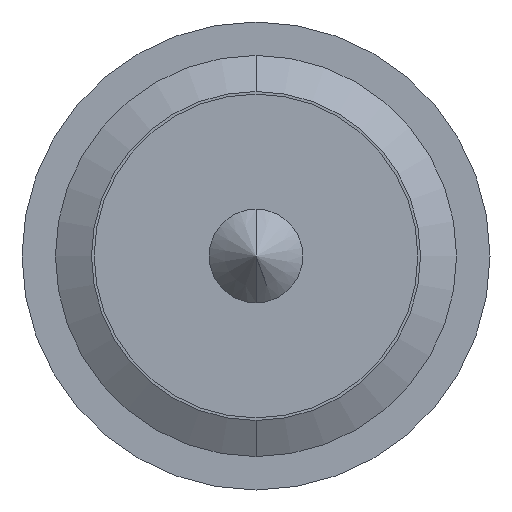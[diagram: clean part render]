
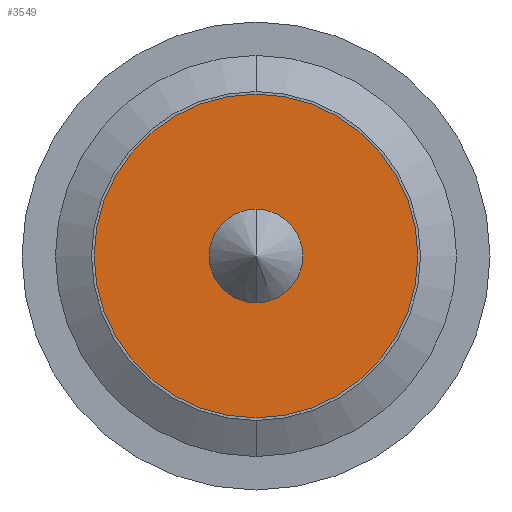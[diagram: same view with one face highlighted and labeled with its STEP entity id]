
A CAD part, front view. The second image highlights one B-rep face of the part: STEP entity #3549.
In plain terms, the highlighted planar face has unit normal (0, -1, 0).
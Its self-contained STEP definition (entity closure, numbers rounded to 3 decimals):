
#124 = EDGE_CURVE ( 'Defeature ausgef�hrt2_28+Defeature ausgef�hrt2_29+Defeature ausgef�hrt2_29+Defeature ausgef�hrt2_29', #2023, #1063, #721, .T. ) ;
#376 = DIRECTION ( 'NONE',  ( 0., 0., 1. ) ) ;
#710 = VERTEX_POINT ( 'NONE', #2425 ) ;
#721 = CIRCLE ( 'NONE', #874, 1.21 ) ;
#792 = EDGE_LOOP ( 'NONE', ( #2987, #2267 ) ) ;
#815 = EDGE_CURVE ( 'Defeature ausgef�hrt2_29+Defeature ausgef�hrt2_31+Defeature ausgef�hrt2_31+Defeature ausgef�hrt2_31', #710, #2972, #2958, .T. ) ;
#874 = AXIS2_PLACEMENT_3D ( 'NONE', #1408, #1447, #3836 ) ;
#1063 = VERTEX_POINT ( 'NONE', #2458 ) ;
#1122 = CARTESIAN_POINT ( 'NONE',  ( 0., -0.25, 0. ) ) ;
#1267 = CARTESIAN_POINT ( 'NONE',  ( 0., -0.25, 0. ) ) ;
#1407 = DIRECTION ( 'NONE',  ( 0., 0., 1. ) ) ;
#1408 = CARTESIAN_POINT ( 'NONE',  ( 0., -0.25, 0. ) ) ;
#1447 = DIRECTION ( 'NONE',  ( 0., 1., 0. ) ) ;
#1471 = FACE_OUTER_BOUND ( 'NONE', #2085, .T. ) ;
#1556 = EDGE_CURVE ( 'Defeature ausgef�hrt2_29+Defeature ausgef�hrt2_31+Defeature ausgef�hrt2_31+Defeature ausgef�hrt2_31', #2972, #710, #2113, .T. ) ;
#1831 = ORIENTED_EDGE ( 'NONE', *, *, #3750, .F. ) ;
#1884 = CARTESIAN_POINT ( 'NONE',  ( 0., -0.25, -0.35 ) ) ;
#1938 = CARTESIAN_POINT ( 'NONE',  ( 0., -0.25, 0. ) ) ;
#1999 = FACE_BOUND ( 'NONE', #792, .T. ) ;
#2023 = VERTEX_POINT ( 'NONE', #3117 ) ;
#2045 = DIRECTION ( 'NONE',  ( 0., 0., 1. ) ) ;
#2085 = EDGE_LOOP ( 'NONE', ( #1831, #3611 ) ) ;
#2113 = CIRCLE ( 'NONE', #2652, 0.35 ) ;
#2148 = CIRCLE ( 'NONE', #3904, 1.21 ) ;
#2172 = PLANE ( 'NONE',  #2951 ) ;
#2224 = DIRECTION ( 'NONE',  ( 0., 0., 1. ) ) ;
#2267 = ORIENTED_EDGE ( 'NONE', *, *, #815, .T. ) ;
#2305 = DIRECTION ( 'NONE',  ( 0., 1., 0. ) ) ;
#2425 = CARTESIAN_POINT ( 'NONE',  ( 0., -0.25, 0.35 ) ) ;
#2458 = CARTESIAN_POINT ( 'NONE',  ( 0., -0.25, 1.21 ) ) ;
#2463 = AXIS2_PLACEMENT_3D ( 'NONE', #1267, #3092, #376 ) ;
#2652 = AXIS2_PLACEMENT_3D ( 'NONE', #1938, #2931, #1407 ) ;
#2931 = DIRECTION ( 'NONE',  ( 0., 1., 0. ) ) ;
#2951 = AXIS2_PLACEMENT_3D ( 'NONE', #3691, #3735, #2224 ) ;
#2958 = CIRCLE ( 'NONE', #2463, 0.35 ) ;
#2972 = VERTEX_POINT ( 'NONE', #1884 ) ;
#2987 = ORIENTED_EDGE ( 'NONE', *, *, #1556, .T. ) ;
#3092 = DIRECTION ( 'NONE',  ( 0., 1., 0. ) ) ;
#3117 = CARTESIAN_POINT ( 'NONE',  ( 0., -0.25, -1.21 ) ) ;
#3549 = ADVANCED_FACE ( 'Defeature ausgef�hrt2_29', ( #1999, #1471 ), #2172, .F. ) ;
#3611 = ORIENTED_EDGE ( 'NONE', *, *, #124, .F. ) ;
#3691 = CARTESIAN_POINT ( 'NONE',  ( 0.355, -0.25, 0. ) ) ;
#3735 = DIRECTION ( 'NONE',  ( 0., 1., 0. ) ) ;
#3750 = EDGE_CURVE ( 'Defeature ausgef�hrt2_28+Defeature ausgef�hrt2_29+Defeature ausgef�hrt2_29+Defeature ausgef�hrt2_29', #1063, #2023, #2148, .T. ) ;
#3836 = DIRECTION ( 'NONE',  ( 0., 0., 1. ) ) ;
#3904 = AXIS2_PLACEMENT_3D ( 'NONE', #1122, #2305, #2045 ) ;
